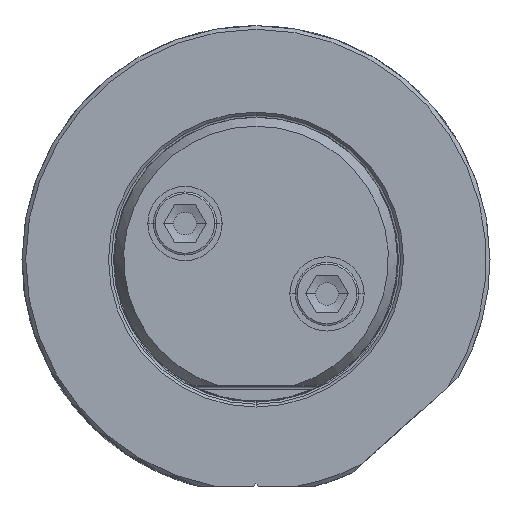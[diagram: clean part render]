
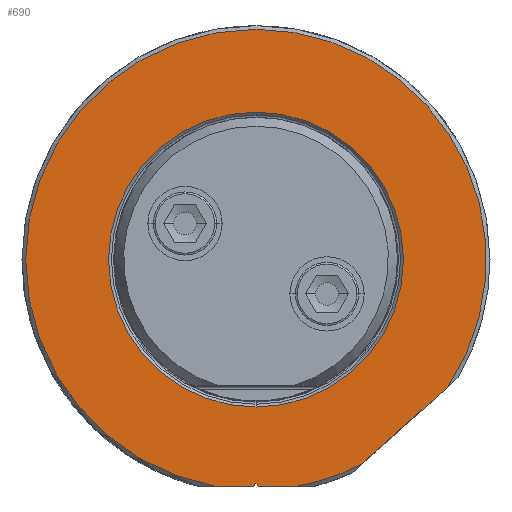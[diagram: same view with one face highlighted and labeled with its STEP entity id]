
A CAD part, top view. The second image highlights one B-rep face of the part: STEP entity #690.
In plain terms, the highlighted planar face has unit normal (0, 0, 1).
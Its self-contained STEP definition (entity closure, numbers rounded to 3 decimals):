
#222=PLANE('',#6230);
#690=ADVANCED_FACE('',(#1030,#1031),#222,.T.);
#1030=FACE_BOUND('',#1171,.T.);
#1031=FACE_BOUND('',#1172,.T.);
#1171=EDGE_LOOP('',(#3310,#3311,#3312,#3313,#3314,#3315,#3316,#3317));
#1172=EDGE_LOOP('',(#3318,#3319));
#1498=CIRCLE('',#6224,31.);
#1499=CIRCLE('',#6226,31.);
#1500=CIRCLE('',#6227,31.);
#1501=CIRCLE('',#6228,19.85);
#1502=CIRCLE('',#6229,19.85);
#1815=LINE('',#12595,#2144);
#1818=LINE('',#12619,#2147);
#1819=LINE('',#12621,#2148);
#1820=LINE('',#12623,#2149);
#1821=LINE('',#12625,#2150);
#2144=VECTOR('',#7293,1.);
#2147=VECTOR('',#7310,1.);
#2148=VECTOR('',#7311,1.);
#2149=VECTOR('',#7312,1.);
#2150=VECTOR('',#7313,1.);
#3310=ORIENTED_EDGE('',*,*,#5325,.T.);
#3311=ORIENTED_EDGE('',*,*,#5319,.T.);
#3312=ORIENTED_EDGE('',*,*,#5326,.T.);
#3313=ORIENTED_EDGE('',*,*,#5327,.T.);
#3314=ORIENTED_EDGE('',*,*,#5328,.F.);
#3315=ORIENTED_EDGE('',*,*,#5329,.T.);
#3316=ORIENTED_EDGE('',*,*,#5330,.T.);
#3317=ORIENTED_EDGE('',*,*,#5331,.F.);
#3318=ORIENTED_EDGE('',*,*,#5332,.T.);
#3319=ORIENTED_EDGE('',*,*,#5333,.T.);
#4624=VERTEX_POINT('',#12594);
#4625=VERTEX_POINT('',#12596);
#4628=VERTEX_POINT('',#12612);
#4629=VERTEX_POINT('',#12616);
#4630=VERTEX_POINT('',#12618);
#4631=VERTEX_POINT('',#12620);
#4632=VERTEX_POINT('',#12622);
#4633=VERTEX_POINT('',#12624);
#4634=VERTEX_POINT('',#12627);
#4635=VERTEX_POINT('',#12628);
#5319=EDGE_CURVE('',#4625,#4624,#1815,.T.);
#5325=EDGE_CURVE('',#4628,#4625,#1498,.T.);
#5326=EDGE_CURVE('',#4624,#4629,#1499,.T.);
#5327=EDGE_CURVE('',#4629,#4630,#1500,.T.);
#5328=EDGE_CURVE('',#4631,#4630,#1818,.T.);
#5329=EDGE_CURVE('',#4631,#4632,#1819,.T.);
#5330=EDGE_CURVE('',#4632,#4633,#1820,.T.);
#5331=EDGE_CURVE('',#4628,#4633,#1821,.T.);
#5332=EDGE_CURVE('',#4634,#4635,#1501,.T.);
#5333=EDGE_CURVE('',#4635,#4634,#1502,.T.);
#6224=AXIS2_PLACEMENT_3D('',#12613,#7302,#7303);
#6226=AXIS2_PLACEMENT_3D('',#12615,#7306,#7307);
#6227=AXIS2_PLACEMENT_3D('',#12617,#7308,#7309);
#6228=AXIS2_PLACEMENT_3D('',#12626,#7314,#7315);
#6229=AXIS2_PLACEMENT_3D('',#12629,#7316,#7317);
#6230=AXIS2_PLACEMENT_3D('',#12630,#7318,#7319);
#7293=DIRECTION('',(0.744,0.668,0.));
#7302=DIRECTION('',(0.,0.,1.));
#7303=DIRECTION('',(0.179,-0.984,0.));
#7306=DIRECTION('',(0.,0.,1.));
#7307=DIRECTION('',(0.834,-0.552,0.));
#7308=DIRECTION('',(0.,0.,1.));
#7309=DIRECTION('',(0.,1.,0.));
#7310=DIRECTION('',(-1.,0.,0.));
#7311=DIRECTION('',(0.707,0.707,0.));
#7312=DIRECTION('',(0.707,-0.707,0.));
#7313=DIRECTION('',(-1.,0.,0.));
#7314=DIRECTION('',(0.,0.,-1.));
#7315=DIRECTION('',(0.,-1.,0.));
#7316=DIRECTION('',(0.,0.,-1.));
#7317=DIRECTION('',(0.,1.,0.));
#7318=DIRECTION('',(0.,0.,1.));
#7319=DIRECTION('',(0.,-1.,0.));
#12594=CARTESIAN_POINT('',(25.859,-17.097,0.));
#12595=CARTESIAN_POINT('',(14.24,-27.536,0.));
#12596=CARTESIAN_POINT('',(14.24,-27.536,0.));
#12612=CARTESIAN_POINT('',(5.545,-30.5,0.));
#12613=CARTESIAN_POINT('',(0.,0.,0.));
#12615=CARTESIAN_POINT('',(0.,0.,0.));
#12616=CARTESIAN_POINT('',(0.,31.,0.));
#12617=CARTESIAN_POINT('',(0.,0.,0.));
#12618=CARTESIAN_POINT('',(-5.545,-30.5,0.));
#12619=CARTESIAN_POINT('',(-0.354,-30.5,0.));
#12620=CARTESIAN_POINT('',(-0.354,-30.5,0.));
#12621=CARTESIAN_POINT('',(-0.354,-30.5,0.));
#12622=CARTESIAN_POINT('',(0.,-30.146,0.));
#12623=CARTESIAN_POINT('',(0.,-30.146,0.));
#12624=CARTESIAN_POINT('',(0.354,-30.5,0.));
#12625=CARTESIAN_POINT('',(5.545,-30.5,0.));
#12626=CARTESIAN_POINT('',(0.,0.,0.));
#12627=CARTESIAN_POINT('',(0.,-19.85,0.));
#12628=CARTESIAN_POINT('',(0.,19.85,0.));
#12629=CARTESIAN_POINT('',(0.,0.,0.));
#12630=CARTESIAN_POINT('',(0.,0.25,0.));
